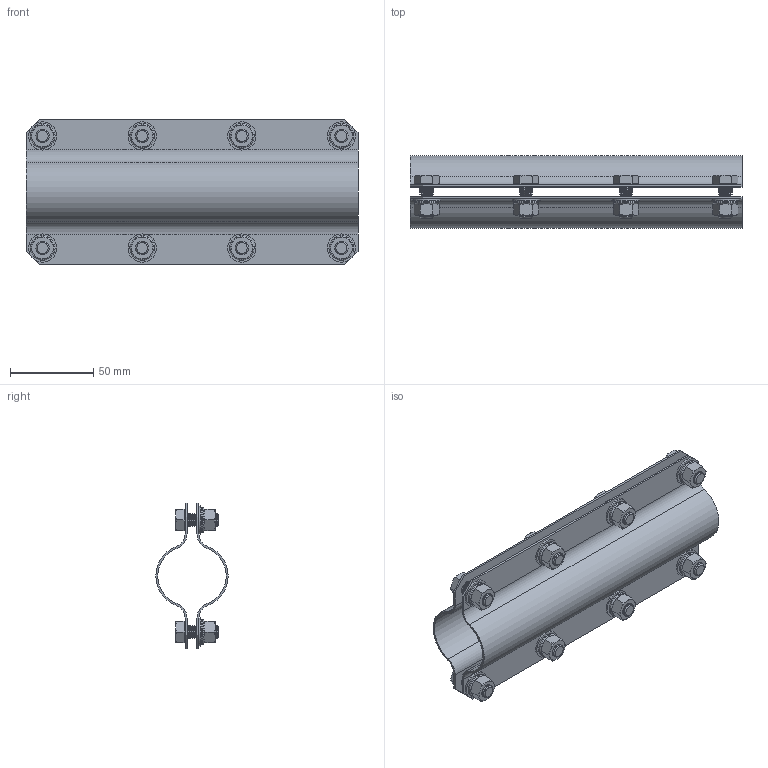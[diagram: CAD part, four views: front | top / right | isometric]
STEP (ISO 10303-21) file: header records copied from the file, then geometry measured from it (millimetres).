
FILE_DESCRIPTION (( 'STEP AP203' ), '1' );
FILE_NAME ('T30101.STEP', '2018-07-19T16:03:16', ( '' ), ( '' ), 'SwSTEP 2.0', 'SolidWorks 2016', '' );
FILE_SCHEMA (( 'CONFIG_CONTROL_DESIGN' ));
Length unit declared in the file: millimetre
Products named in the file (6): Hex Screw GradeC_Doughty Fastners_ISO 4018 - M8 x 20-WS; TH1797; Hex Nut Style 1 GradeAB_Doughty Fastners_Hexagon Nut ISO - 4032 - M8 - D - S; Single Coil Rectangular Section Spring Washer_Doughty Fastners_Rectangular section spring washer BS 4464 - 8 (Type B); T30101; B Washer_Bright washer BS 4320 - M8 (Form B)
Assembly tree (34 placements, depth 2):
  T30101
    TH1797  x2
    Hex Screw GradeC_Doughty Fastners_ISO 4018 - M8 x 20-WS  x8
    B Washer_Bright washer BS 4320 - M8 (Form B)  x8
    Single Coil Rectangular Section Spring Washer_Doughty Fastners_Rectangular section spring washer BS 4464 - 8 (Type B)  x8
    Hex Nut Style 1 GradeAB_Doughty Fastners_Hexagon Nut ISO - 4032 - M8 - D - S  x8
Bounding box: 200 x 43.6 x 87.5 mm (x, y, z)
Volume: 70019.1 mm3; surface area: 103300.8 mm2
Topology: 34 solids, 34 shells, 1628 faces, 3872 edges, 2320 vertices
Faces by surface type: cone 864, cylinder 476, plane 256, torus 32
Entity records: 8476 total; most frequent: CARTESIAN_POINT 1412, DIRECTION 1330, ORIENTED_EDGE 1112, EDGE_CURVE 556, AXIS2_PLACEMENT_3D 552, VERTEX_POINT 338, CIRCLE 286, EDGE_LOOP 250
